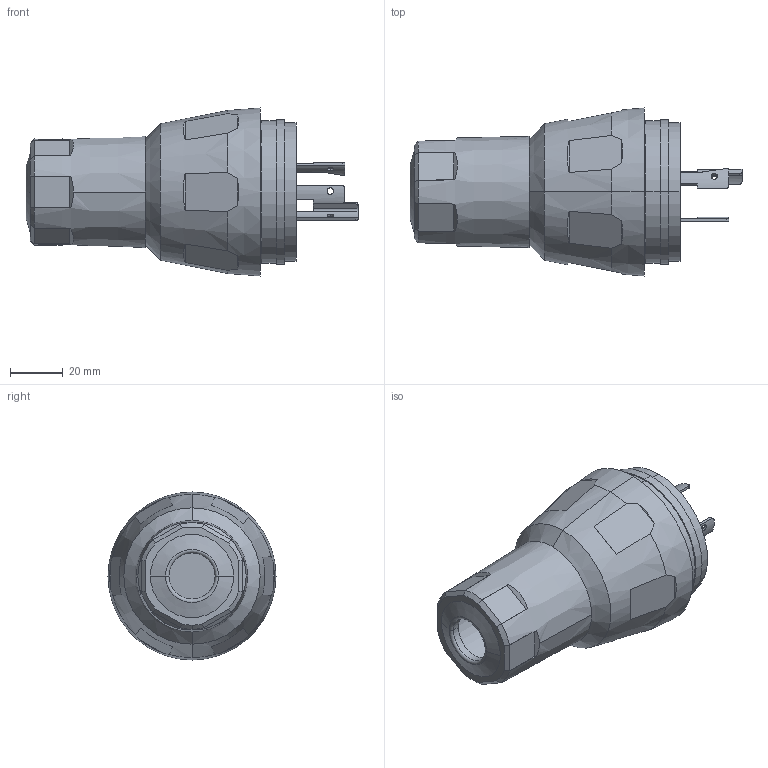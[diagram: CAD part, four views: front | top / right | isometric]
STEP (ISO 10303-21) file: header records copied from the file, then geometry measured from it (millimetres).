
FILE_DESCRIPTION (( 'STEP AP214' ), '1' );
FILE_NAME ('BRY26W48.step', '2016-08-29T18:35:55', ( '' ), ( '' ), 'SwSTEP 2.0', 'SolidWorks 2016', '' );
FILE_SCHEMA (( 'AUTOMOTIVE_DESIGN' ));
Length unit declared in the file: millimetre
Products named in the file (1): BRY26W48
Bounding box: 125.87 x 63.7 x 63.7 mm (x, y, z)
Volume: 187523.3 mm3; surface area: 37331.4 mm2
Topology: 7 solids, 7 shells, 167 faces, 433 edges, 284 vertices
Faces by surface type: plane 100, cylinder 44, cone 21, torus 2
Entity records: 5837 total; most frequent: CARTESIAN_POINT 1471, ORIENTED_EDGE 866, DIRECTION 788, EDGE_CURVE 433, AXIS2_PLACEMENT_3D 291, VERTEX_POINT 284, LINE 206, VECTOR 206
